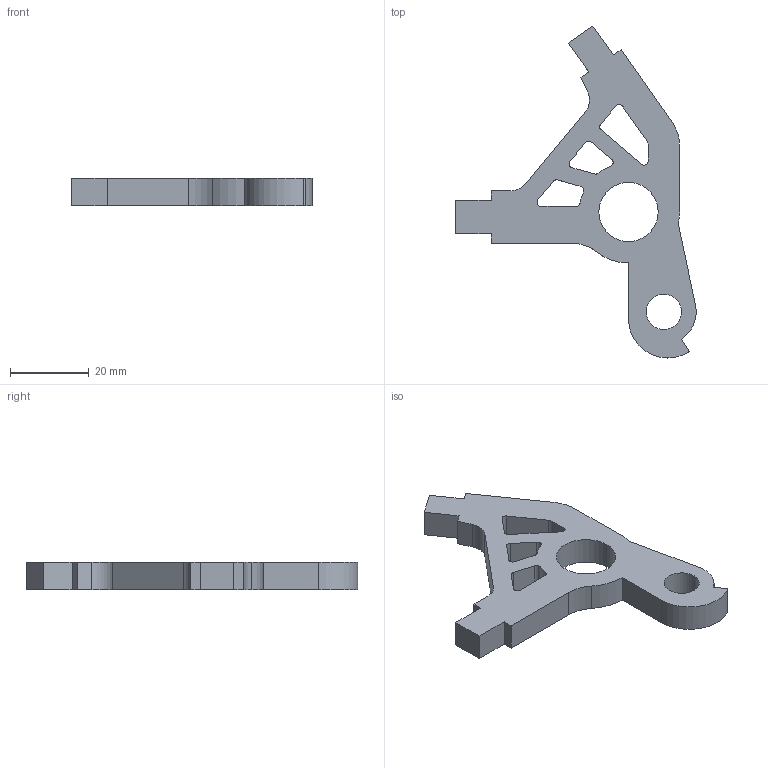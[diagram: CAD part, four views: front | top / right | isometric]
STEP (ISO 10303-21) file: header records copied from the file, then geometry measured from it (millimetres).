
FILE_DESCRIPTION (( 'STEP AP214' ), '1' );
FILE_NAME ('patte droiteV2-2.STEP', '2021-10-11T22:26:16', ( '' ), ( '' ), 'SwSTEP 2.0', 'SolidWorks 2019', '' );
FILE_SCHEMA (( 'AUTOMOTIVE_DESIGN' ));
Length unit declared in the file: millimetre
Products named in the file (1): patte droiteV2-2
Bounding box: 61.24 x 84.56 x 7 mm (x, y, z)
Volume: 11522.6 mm3; surface area: 6355.5 mm2
Topology: 1 solids, 1 shells, 61 faces, 177 edges, 118 vertices
Faces by surface type: plane 31, cylinder 30
Entity records: 2085 total; most frequent: DIRECTION 361, CARTESIAN_POINT 357, ORIENTED_EDGE 354, EDGE_CURVE 177, AXIS2_PLACEMENT_3D 122, VERTEX_POINT 118, VECTOR 117, LINE 117
